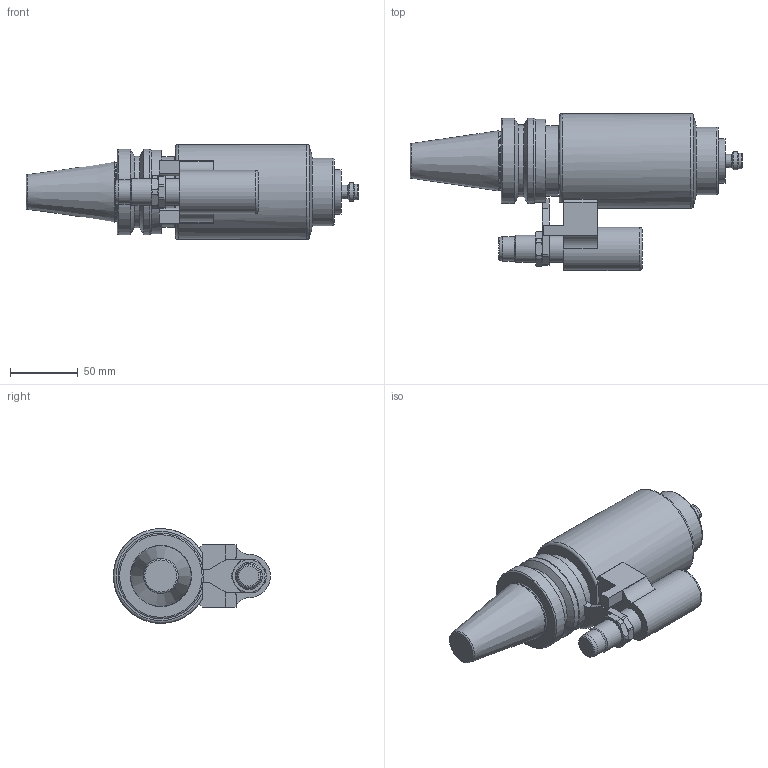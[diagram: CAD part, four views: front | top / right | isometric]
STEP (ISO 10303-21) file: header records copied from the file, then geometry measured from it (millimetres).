
FILE_DESCRIPTION(/* description */ (''),/* implementation_level */ '2;1');
FILE_NAME(/* name */ 'BT40-BMA-168.stp',/* time_stamp */ '2022-08-02T16:43:35+09:00',/* author */ ('AIS-12'),/* organization */ (''),/* preprocessor_version */ 'ST-DEVELOPER v17.2',/* originating_system */ 'Autodesk Inventor 2019',/* authorisation */ '');
FILE_SCHEMA (('AUTOMOTIVE_DESIGN { 1 0 10303 214 3 1 1 }'));
Length unit declared in the file: millimetre
Products named in the file (1): BT40-BMA-168
Bounding box: 245.22 x 116 x 70 mm (x, y, z)
Volume: 697757.8 mm3; surface area: 66772.2 mm2
Topology: 1 solids, 1 shells, 117 faces, 337 edges, 226 vertices
Faces by surface type: plane 51, cylinder 34, cone 22, torus 10
Full cylindrical faces by diameter (mm): 11.5 x1, 13.4 x1, 18 x1, 20 x2, 32 x1, 33 x1, 35 x1, 43.5 x1, 50 x1, 52 x1, 53 x1, 61.5 x1, 63 x2, 70 x1
Entity records: 3976 total; most frequent: CARTESIAN_POINT 751, DIRECTION 713, ORIENTED_EDGE 674, EDGE_CURVE 337, AXIS2_PLACEMENT_3D 284, VERTEX_POINT 226, CIRCLE 166, LINE 145
